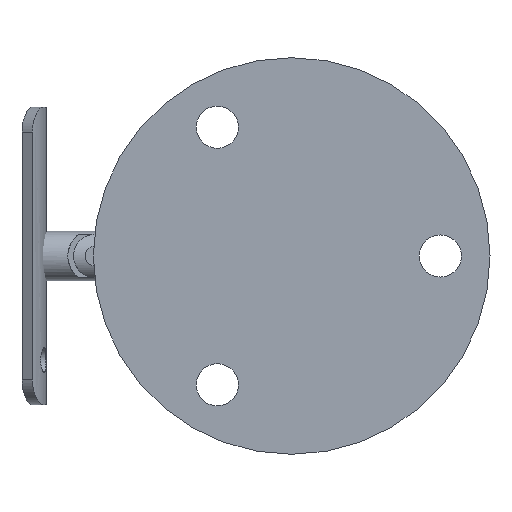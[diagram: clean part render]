
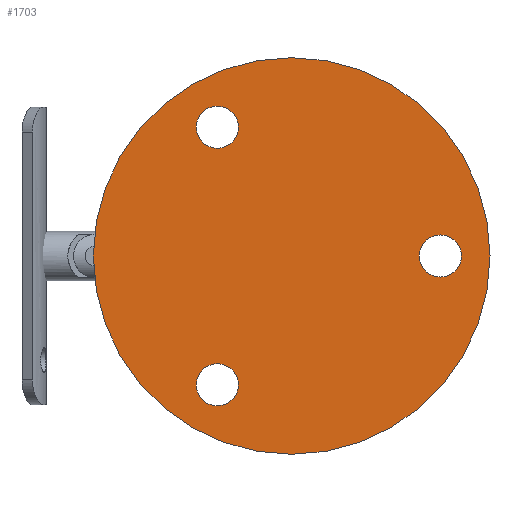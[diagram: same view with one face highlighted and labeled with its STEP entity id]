
A CAD part, left-side view. The second image highlights one B-rep face of the part: STEP entity #1703.
In plain terms, the highlighted planar face has unit normal (-1, 0, 0).
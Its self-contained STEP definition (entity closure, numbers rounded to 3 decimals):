
#52 = CIRCLE ( 'NONE', #1106, 4.25 ) ;
#56 = CIRCLE ( 'NONE', #1335, 4.25 ) ;
#82 = ORIENTED_EDGE ( 'NONE', *, *, #1162, .T. ) ;
#100 = DIRECTION ( 'NONE',  ( 0., 0., -1. ) ) ;
#149 = CARTESIAN_POINT ( 'NONE',  ( 0., 15., -25.981 ) ) ;
#208 = EDGE_LOOP ( 'NONE', ( #1102, #1971 ) ) ;
#239 = EDGE_LOOP ( 'NONE', ( #1723, #1576 ) ) ;
#254 = FACE_BOUND ( 'NONE', #1121, .T. ) ;
#269 = DIRECTION ( 'NONE',  ( 1., 0., 0. ) ) ;
#297 = DIRECTION ( 'NONE',  ( 1., 0., 0. ) ) ;
#314 = AXIS2_PLACEMENT_3D ( 'NONE', #1452, #1464, #2158 ) ;
#334 = EDGE_CURVE ( 'NONE', #2130, #1998, #1906, .T. ) ;
#336 = AXIS2_PLACEMENT_3D ( 'NONE', #1084, #1206, #2109 ) ;
#349 = CARTESIAN_POINT ( 'NONE',  ( 0., -30., 4.25 ) ) ;
#368 = VERTEX_POINT ( 'NONE', #1783 ) ;
#380 = CIRCLE ( 'NONE', #314, 40. ) ;
#472 = CIRCLE ( 'NONE', #1710, 40. ) ;
#626 = DIRECTION ( 'NONE',  ( 0., 0., -1. ) ) ;
#655 = VERTEX_POINT ( 'NONE', #1408 ) ;
#724 = CIRCLE ( 'NONE', #1955, 4.25 ) ;
#726 = VERTEX_POINT ( 'NONE', #1170 ) ;
#756 = AXIS2_PLACEMENT_3D ( 'NONE', #2232, #1749, #849 ) ;
#789 = CARTESIAN_POINT ( 'NONE',  ( 0., 0., 0. ) ) ;
#849 = DIRECTION ( 'NONE',  ( 0., 0., -1. ) ) ;
#853 = DIRECTION ( 'NONE',  ( 1., 0., 0. ) ) ;
#859 = EDGE_CURVE ( 'NONE', #1297, #1803, #380, .T. ) ;
#924 = ORIENTED_EDGE ( 'NONE', *, *, #1760, .T. ) ;
#949 = EDGE_CURVE ( 'NONE', #726, #655, #1143, .T. ) ;
#979 = EDGE_CURVE ( 'NONE', #655, #726, #56, .T. ) ;
#1084 = CARTESIAN_POINT ( 'NONE',  ( 0., -30., 0. ) ) ;
#1102 = ORIENTED_EDGE ( 'NONE', *, *, #1149, .F. ) ;
#1106 = AXIS2_PLACEMENT_3D ( 'NONE', #1836, #269, #100 ) ;
#1121 = EDGE_LOOP ( 'NONE', ( #82, #924 ) ) ;
#1143 = CIRCLE ( 'NONE', #1438, 4.25 ) ;
#1149 = EDGE_CURVE ( 'NONE', #1803, #1297, #472, .T. ) ;
#1162 = EDGE_CURVE ( 'NONE', #1782, #368, #724, .T. ) ;
#1170 = CARTESIAN_POINT ( 'NONE',  ( 0., 15., -30.231 ) ) ;
#1178 = CARTESIAN_POINT ( 'NONE',  ( 0., 15., -25.981 ) ) ;
#1206 = DIRECTION ( 'NONE',  ( 1., 0., 0. ) ) ;
#1297 = VERTEX_POINT ( 'NONE', #1545 ) ;
#1335 = AXIS2_PLACEMENT_3D ( 'NONE', #149, #853, #2248 ) ;
#1370 = AXIS2_PLACEMENT_3D ( 'NONE', #789, #1474, #1868 ) ;
#1408 = CARTESIAN_POINT ( 'NONE',  ( 0., 15., -21.731 ) ) ;
#1438 = AXIS2_PLACEMENT_3D ( 'NONE', #1178, #297, #2210 ) ;
#1452 = CARTESIAN_POINT ( 'NONE',  ( 0., 0., 0. ) ) ;
#1464 = DIRECTION ( 'NONE',  ( 1., 0., 0. ) ) ;
#1474 = DIRECTION ( 'NONE',  ( 1., 0., 0. ) ) ;
#1485 = PLANE ( 'NONE',  #1370 ) ;
#1506 = CARTESIAN_POINT ( 'NONE',  ( 0., 0., 40. ) ) ;
#1512 = DIRECTION ( 'NONE',  ( 1., 0., 0. ) ) ;
#1514 = CARTESIAN_POINT ( 'NONE',  ( 0., -30., -4.25 ) ) ;
#1545 = CARTESIAN_POINT ( 'NONE',  ( 0., 0., -40. ) ) ;
#1576 = ORIENTED_EDGE ( 'NONE', *, *, #979, .T. ) ;
#1610 = ORIENTED_EDGE ( 'NONE', *, *, #1947, .T. ) ;
#1675 = CARTESIAN_POINT ( 'NONE',  ( 0., 15., 21.731 ) ) ;
#1703 = ADVANCED_FACE ( 'NONE', ( #2181, #254, #1858, #2020 ), #1485, .F. ) ;
#1710 = AXIS2_PLACEMENT_3D ( 'NONE', #2012, #2202, #1874 ) ;
#1723 = ORIENTED_EDGE ( 'NONE', *, *, #949, .T. ) ;
#1742 = CIRCLE ( 'NONE', #756, 4.25 ) ;
#1749 = DIRECTION ( 'NONE',  ( 1., 0., 0. ) ) ;
#1760 = EDGE_CURVE ( 'NONE', #368, #1782, #52, .T. ) ;
#1782 = VERTEX_POINT ( 'NONE', #1675 ) ;
#1783 = CARTESIAN_POINT ( 'NONE',  ( 0., 15., 30.231 ) ) ;
#1803 = VERTEX_POINT ( 'NONE', #1506 ) ;
#1836 = CARTESIAN_POINT ( 'NONE',  ( 0., 15., 25.981 ) ) ;
#1858 = FACE_BOUND ( 'NONE', #1984, .T. ) ;
#1868 = DIRECTION ( 'NONE',  ( 0., 0., -1. ) ) ;
#1874 = DIRECTION ( 'NONE',  ( 0., 0., -1. ) ) ;
#1906 = CIRCLE ( 'NONE', #336, 4.25 ) ;
#1922 = ORIENTED_EDGE ( 'NONE', *, *, #334, .T. ) ;
#1947 = EDGE_CURVE ( 'NONE', #1998, #2130, #1742, .T. ) ;
#1955 = AXIS2_PLACEMENT_3D ( 'NONE', #2237, #1512, #626 ) ;
#1971 = ORIENTED_EDGE ( 'NONE', *, *, #859, .F. ) ;
#1984 = EDGE_LOOP ( 'NONE', ( #1922, #1610 ) ) ;
#1998 = VERTEX_POINT ( 'NONE', #349 ) ;
#2012 = CARTESIAN_POINT ( 'NONE',  ( 0., 0., 0. ) ) ;
#2020 = FACE_OUTER_BOUND ( 'NONE', #208, .T. ) ;
#2109 = DIRECTION ( 'NONE',  ( 0., 0., -1. ) ) ;
#2130 = VERTEX_POINT ( 'NONE', #1514 ) ;
#2158 = DIRECTION ( 'NONE',  ( 0., 0., -1. ) ) ;
#2181 = FACE_BOUND ( 'NONE', #239, .T. ) ;
#2202 = DIRECTION ( 'NONE',  ( 1., 0., 0. ) ) ;
#2210 = DIRECTION ( 'NONE',  ( 0., 0., -1. ) ) ;
#2232 = CARTESIAN_POINT ( 'NONE',  ( 0., -30., 0. ) ) ;
#2237 = CARTESIAN_POINT ( 'NONE',  ( 0., 15., 25.981 ) ) ;
#2248 = DIRECTION ( 'NONE',  ( 0., 0., -1. ) ) ;
